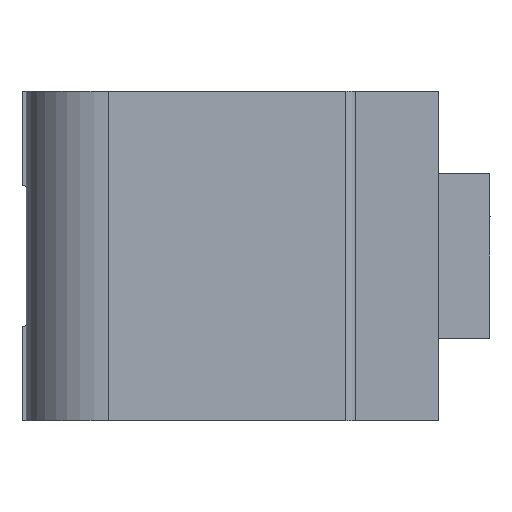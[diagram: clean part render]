
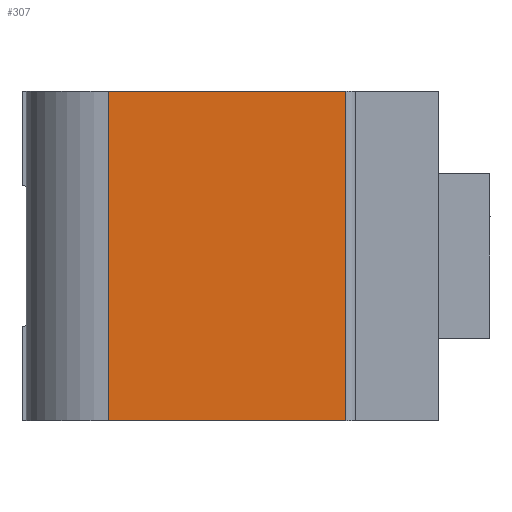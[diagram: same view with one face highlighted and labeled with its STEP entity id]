
A CAD part, left-side view. The second image highlights one B-rep face of the part: STEP entity #307.
In plain terms, the highlighted planar face has unit normal (-1, 0, 0).
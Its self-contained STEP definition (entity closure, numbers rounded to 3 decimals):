
#307 = ADVANCED_FACE( '', ( #655 ), #656, .F. );
#655 = FACE_OUTER_BOUND( '', #1024, .T. );
#656 = PLANE( '', #1025 );
#1024 = EDGE_LOOP( '', ( #1872, #1873, #1874, #1875 ) );
#1025 = AXIS2_PLACEMENT_3D( '', #1876, #1877, #1878 );
#1872 = ORIENTED_EDGE( '', *, *, #2561, .T. );
#1873 = ORIENTED_EDGE( '', *, *, #2258, .F. );
#1874 = ORIENTED_EDGE( '', *, *, #2562, .F. );
#1875 = ORIENTED_EDGE( '', *, *, #2563, .T. );
#1876 = CARTESIAN_POINT( '', ( -20., 16., 8. ) );
#1877 = DIRECTION( '', ( 1., 0., 0. ) );
#1878 = DIRECTION( '', ( 0., 0., -1. ) );
#2258 = EDGE_CURVE( '', #2745, #2740, #2747, .T. );
#2561 = EDGE_CURVE( '', #3197, #2740, #3198, .T. );
#2562 = EDGE_CURVE( '', #3199, #2745, #3200, .T. );
#2563 = EDGE_CURVE( '', #3199, #3197, #3201, .T. );
#2740 = VERTEX_POINT( '', #3459 );
#2745 = VERTEX_POINT( '', #3465 );
#2747 = LINE( '', #3467, #3468 );
#3197 = VERTEX_POINT( '', #4262 );
#3198 = LINE( '', #4263, #4264 );
#3199 = VERTEX_POINT( '', #4265 );
#3200 = LINE( '', #4266, #4267 );
#3201 = LINE( '', #4268, #4269 );
#3459 = CARTESIAN_POINT( '', ( -20., 4.5, -8. ) );
#3465 = CARTESIAN_POINT( '', ( -20., 4.5, 8. ) );
#3467 = CARTESIAN_POINT( '', ( -20., 4.5, 8. ) );
#3468 = VECTOR( '', #4442, 1000. );
#4262 = CARTESIAN_POINT( '', ( -20., 16., -8. ) );
#4263 = CARTESIAN_POINT( '', ( -20., 16., -8. ) );
#4264 = VECTOR( '', #4773, 1000. );
#4265 = CARTESIAN_POINT( '', ( -20., 16., 8. ) );
#4266 = CARTESIAN_POINT( '', ( -20., 16., 8. ) );
#4267 = VECTOR( '', #4774, 1000. );
#4268 = CARTESIAN_POINT( '', ( -20., 16., 8. ) );
#4269 = VECTOR( '', #4775, 1000. );
#4442 = DIRECTION( '', ( 0., 0., -1. ) );
#4773 = DIRECTION( '', ( 0., -1., 0. ) );
#4774 = DIRECTION( '', ( 0., -1., 0. ) );
#4775 = DIRECTION( '', ( 0., 0., -1. ) );
